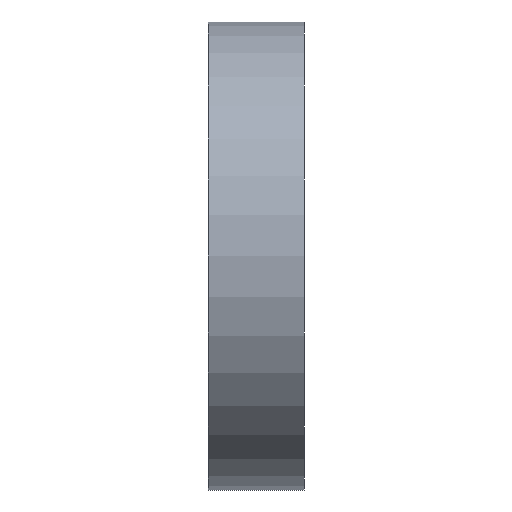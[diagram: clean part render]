
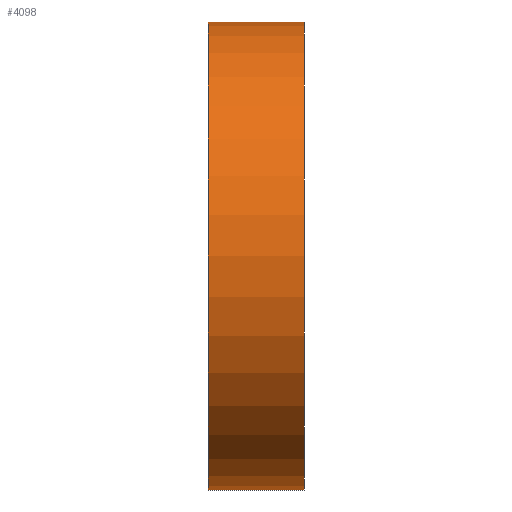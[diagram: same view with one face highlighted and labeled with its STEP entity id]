
A CAD part, left-side view. The second image highlights one B-rep face of the part: STEP entity #4098.
In plain terms, the highlighted cylindrical face has radius 9.75 mm (diameter 19.5 mm), a partial arc.
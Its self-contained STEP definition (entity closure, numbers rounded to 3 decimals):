
#101 = CARTESIAN_POINT ( 'NONE',  ( 0.395, 3., -9.158 ) ) ;
#234 = EDGE_CURVE ( 'NONE', #5098, #4235, #671, .T. ) ;
#259 = DIRECTION ( 'NONE',  ( 0., -1., 0. ) ) ;
#300 = LINE ( 'NONE', #101, #3406 ) ;
#526 = CARTESIAN_POINT ( 'NONE',  ( 0.395, 3., -9.158 ) ) ;
#647 = CARTESIAN_POINT ( 'NONE',  ( 0.395, 3., 10.342 ) ) ;
#671 = LINE ( 'NONE', #4867, #1927 ) ;
#815 = ORIENTED_EDGE ( 'NONE', *, *, #2088, .T. ) ;
#895 = AXIS2_PLACEMENT_3D ( 'NONE', #2788, #2469, #4093 ) ;
#945 = CARTESIAN_POINT ( 'NONE',  ( 0.395, -1., 0.592 ) ) ;
#1927 = VECTOR ( 'NONE', #2377, 1000. ) ;
#1961 = EDGE_CURVE ( 'NONE', #3870, #5098, #4924, .T. ) ;
#2088 = EDGE_CURVE ( 'NONE', #3870, #5271, #300, .T. ) ;
#2118 = DIRECTION ( 'NONE',  ( 0., -1., 0. ) ) ;
#2347 = ORIENTED_EDGE ( 'NONE', *, *, #234, .F. ) ;
#2377 = DIRECTION ( 'NONE',  ( 0., -1., 0. ) ) ;
#2469 = DIRECTION ( 'NONE',  ( 0., 1., 0. ) ) ;
#2788 = CARTESIAN_POINT ( 'NONE',  ( 0.395, 3., 0.592 ) ) ;
#2992 = CYLINDRICAL_SURFACE ( 'NONE', #5153, 9.75 ) ;
#3406 = VECTOR ( 'NONE', #2118, 1000. ) ;
#3546 = CARTESIAN_POINT ( 'NONE',  ( 0.395, -1., 10.342 ) ) ;
#3870 = VERTEX_POINT ( 'NONE', #526 ) ;
#3943 = EDGE_CURVE ( 'NONE', #4235, #5271, #5138, .T. ) ;
#4064 = ORIENTED_EDGE ( 'NONE', *, *, #1961, .F. ) ;
#4093 = DIRECTION ( 'NONE',  ( 0., 0., 1. ) ) ;
#4098 = ADVANCED_FACE ( 'NONE', ( #5248 ), #2992, .T. ) ;
#4180 = DIRECTION ( 'NONE',  ( 0., -1., 0. ) ) ;
#4235 = VERTEX_POINT ( 'NONE', #3546 ) ;
#4318 = CARTESIAN_POINT ( 'NONE',  ( 0.395, 3., 0.592 ) ) ;
#4355 = AXIS2_PLACEMENT_3D ( 'NONE', #945, #4180, #4590 ) ;
#4405 = CARTESIAN_POINT ( 'NONE',  ( 0.395, -1., -9.158 ) ) ;
#4590 = DIRECTION ( 'NONE',  ( 0., 0., -1. ) ) ;
#4791 = ORIENTED_EDGE ( 'NONE', *, *, #3943, .F. ) ;
#4867 = CARTESIAN_POINT ( 'NONE',  ( 0.395, 3., 10.342 ) ) ;
#4924 = CIRCLE ( 'NONE', #895, 9.75 ) ;
#4972 = EDGE_LOOP ( 'NONE', ( #2347, #4064, #815, #4791 ) ) ;
#5098 = VERTEX_POINT ( 'NONE', #647 ) ;
#5137 = DIRECTION ( 'NONE',  ( 0., 0., -1. ) ) ;
#5138 = CIRCLE ( 'NONE', #4355, 9.75 ) ;
#5153 = AXIS2_PLACEMENT_3D ( 'NONE', #4318, #259, #5137 ) ;
#5248 = FACE_OUTER_BOUND ( 'NONE', #4972, .T. ) ;
#5271 = VERTEX_POINT ( 'NONE', #4405 ) ;
